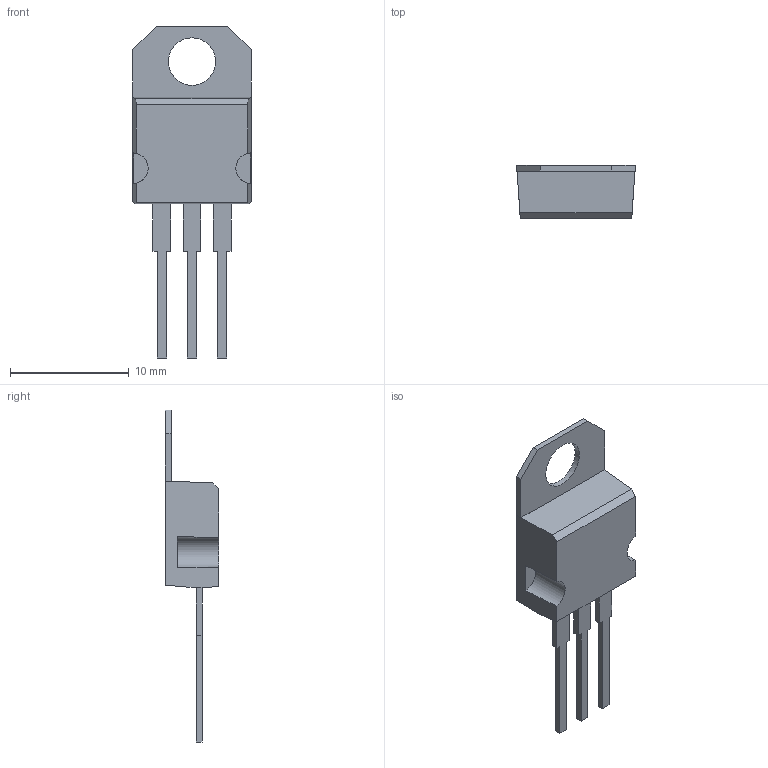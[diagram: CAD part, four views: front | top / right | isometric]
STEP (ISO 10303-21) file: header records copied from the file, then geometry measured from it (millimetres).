
FILE_DESCRIPTION(('FreeCAD Model'),'2;1');
FILE_NAME('LM317_TO-220.step','2021-02-16T09:08:04',('Author'),(''), 'Open CASCADE STEP processor 7.3','FreeCAD','Unknown');
FILE_SCHEMA(('AUTOMOTIVE_DESIGN { 1 0 10303 214 1 1 1 1 }'));
Length unit declared in the file: millimetre
Products named in the file (1): LM317_TO-220
Bounding box: 10 x 4.5 x 28 mm (x, y, z)
Volume: 410.9 mm3; surface area: 681.8 mm2
Topology: 5 solids, 5 shells, 60 faces, 150 edges, 100 vertices
Faces by surface type: plane 57, cylinder 3
Full cylindrical faces by diameter (mm): 4 x1
Entity records: 4169 total; most frequent: CARTESIAN_POINT 659, DIRECTION 572, LINE 422, VECTOR 422, ORIENTED_EDGE 300, PCURVE 300, DEFINITIONAL_REPRESENTATION 300, EDGE_CURVE 150
